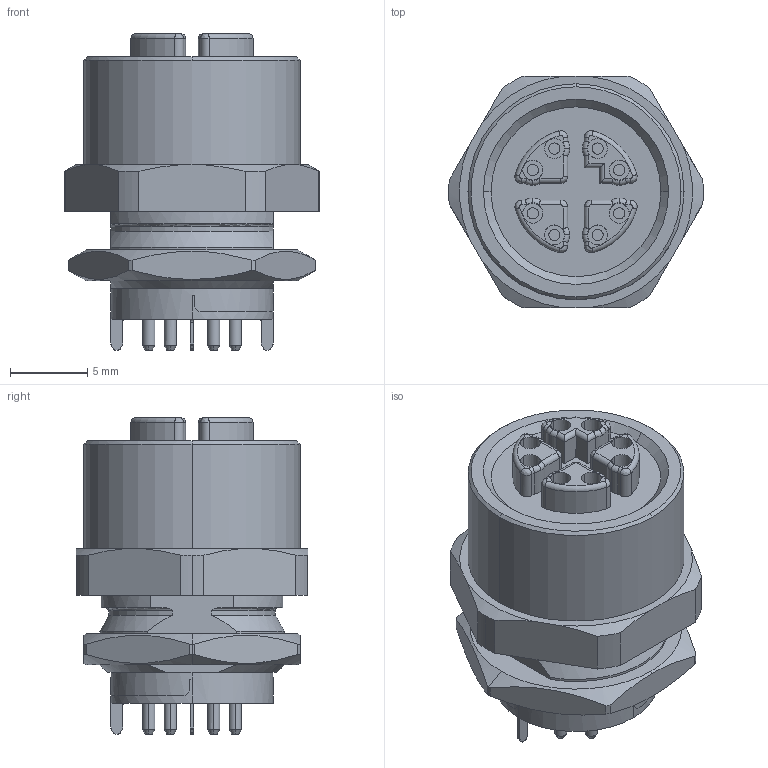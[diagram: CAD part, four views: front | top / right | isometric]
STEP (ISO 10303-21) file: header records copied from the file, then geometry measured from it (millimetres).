
FILE_DESCRIPTION(('CATIA V5 STEP Exchange','CAx-IF Rec.Pracs.--- Model Styling and Organization---1.4--- 2014-01-23'),'2;1');
FILE_NAME ('011372-2_1_1324010000_1324010000.stp','2020-01-15T07:06:41+00:00',('none'),('Weidmueller'),'CATIA Version 5-6 Release 2016 SP3 HF44','CATIA V5 STEP AP214','none');
FILE_SCHEMA(('AUTOMOTIVE_DESIGN { 1 0 10303 214 1 1 1 1 }'));
Length unit declared in the file: millimetre
Products named in the file (1): 1324010000
Bounding box: 16.5 x 15 x 20.5 mm (x, y, z)
Volume: 2466.2 mm3; surface area: 1489.2 mm2
Topology: 13 solids, 13 shells, 351 faces, 841 edges, 537 vertices
Faces by surface type: cylinder 154, plane 106, cone 56, torus 24, bspline 11
Entity records: 10919 total; most frequent: CARTESIAN_POINT 3174, ORIENTED_EDGE 1682, DIRECTION 1326, EDGE_CURVE 841, AXIS2_PLACEMENT_3D 645, VERTEX_POINT 537, EDGE_LOOP 388, VECTOR 354
